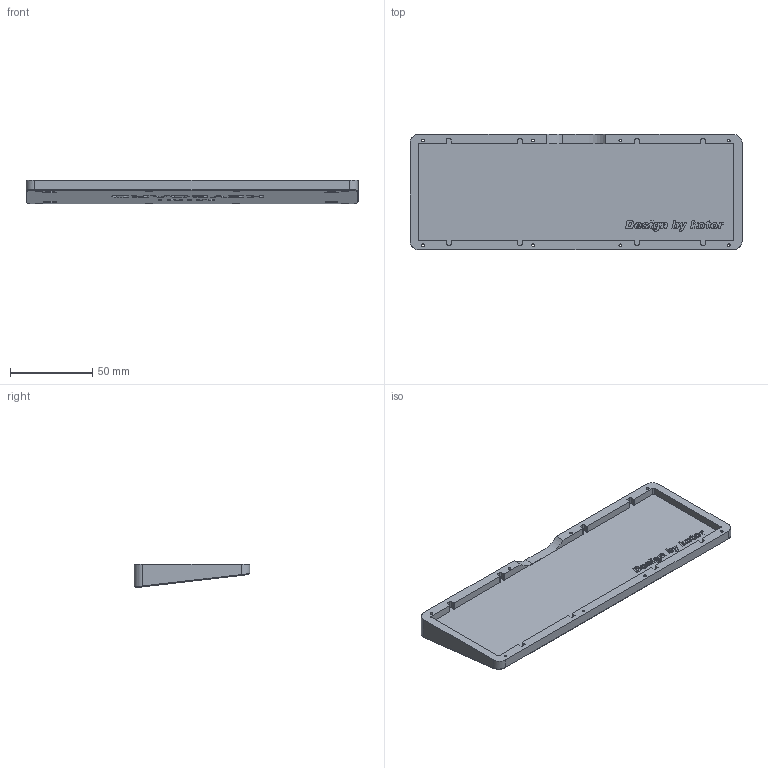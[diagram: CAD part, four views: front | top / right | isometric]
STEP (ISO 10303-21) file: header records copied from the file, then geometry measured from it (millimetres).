
FILE_DESCRIPTION(/* description */ (''),/* implementation_level */ '2;1');
FILE_NAME(/* name */ '底盖.step',/* time_stamp */ '2021-12-02T15:24:42+08:00',/* author */ (''),/* organization */ (''),/* preprocessor_version */ 'ST-DEVELOPER v18.1',/* originating_system */ 'Autodesk Translation Framework v10.9.0.1377',/* authorisation */ '');
FILE_SCHEMA (('AUTOMOTIVE_DESIGN { 1 0 10303 214 3 1 1 }'));
Length unit declared in the file: millimetre
Products named in the file (1): 底盖
Bounding box: 201.45 x 70.1 x 14.2 mm (x, y, z)
Volume: 90669.1 mm3; surface area: 37374.8 mm2
Topology: 1 solids, 1 shells, 715 faces, 1980 edges, 1317 vertices
Faces by surface type: bspline 401, plane 252, cylinder 62
Full cylindrical faces by diameter (mm): 1.623 x8, 4 x8, 8.3 x4
Entity records: 26592 total; most frequent: CARTESIAN_POINT 10904, ORIENTED_EDGE 3960, EDGE_CURVE 1980, DIRECTION 1929, VERTEX_POINT 1317, LINE 1057, VECTOR 1057, B_SPLINE_CURVE_WITH_KNOTS 802
